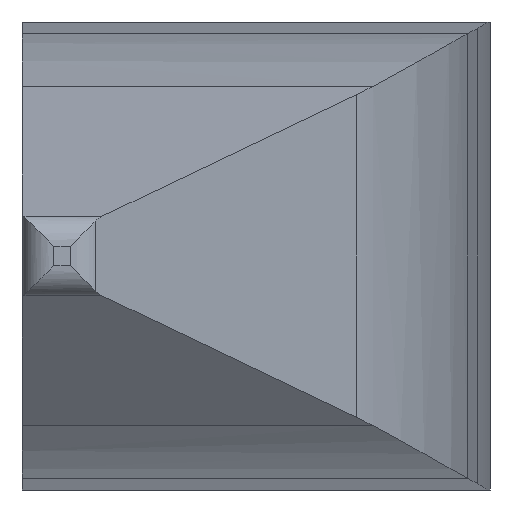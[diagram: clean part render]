
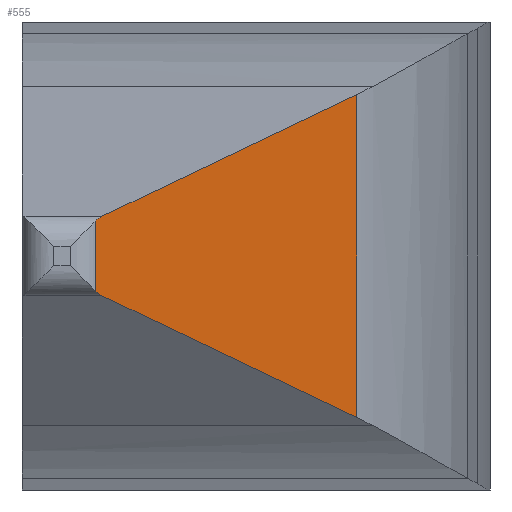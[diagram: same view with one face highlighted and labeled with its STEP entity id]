
A CAD part, left-side view. The second image highlights one B-rep face of the part: STEP entity #555.
In plain terms, the highlighted planar face has unit normal (-0.611, -0.791, 0).
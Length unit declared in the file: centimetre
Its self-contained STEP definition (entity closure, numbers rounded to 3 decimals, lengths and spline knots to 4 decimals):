
#18=PLANE('',#614);
#41=FACE_OUTER_BOUND('',#71,.T.);
#71=EDGE_LOOP('',(#416,#417,#418,#419,#420,#421));
#98=ELLIPSE('',#605,1.8957,1.5);
#103=ELLIPSE('',#613,1.8957,1.5);
#123=LINE('',#848,#171);
#127=LINE('',#874,#175);
#138=LINE('',#911,#186);
#142=LINE('',#923,#190);
#171=VECTOR('',#663,1.);
#175=VECTOR('',#673,1.);
#186=VECTOR('',#708,1.);
#190=VECTOR('',#724,1.);
#228=VERTEX_POINT('',#845);
#229=VERTEX_POINT('',#847);
#234=VERTEX_POINT('',#872);
#244=VERTEX_POINT('',#899);
#245=VERTEX_POINT('',#901);
#248=VERTEX_POINT('',#909);
#285=EDGE_CURVE('',#229,#228,#123,.T.);
#292=EDGE_CURVE('',#234,#228,#127,.T.);
#305=EDGE_CURVE('',#244,#245,#98,.T.);
#310=EDGE_CURVE('',#248,#244,#138,.T.);
#316=EDGE_CURVE('',#229,#248,#103,.T.);
#317=EDGE_CURVE('',#234,#245,#142,.T.);
#416=ORIENTED_EDGE('',*,*,#305,.F.);
#417=ORIENTED_EDGE('',*,*,#310,.F.);
#418=ORIENTED_EDGE('',*,*,#316,.F.);
#419=ORIENTED_EDGE('',*,*,#285,.T.);
#420=ORIENTED_EDGE('',*,*,#292,.F.);
#421=ORIENTED_EDGE('',*,*,#317,.T.);
#555=ADVANCED_FACE('',(#41),#18,.T.);
#605=AXIS2_PLACEMENT_3D('',#902,#698,#699);
#613=AXIS2_PLACEMENT_3D('',#921,#720,#721);
#614=AXIS2_PLACEMENT_3D('',#922,#722,#723);
#663=DIRECTION('',(0.759,-0.587,-0.281));
#673=DIRECTION('',(0.,0.,-1.));
#698=DIRECTION('center_axis',(0.611,0.791,0.));
#699=DIRECTION('ref_axis',(-0.791,0.611,0.));
#708=DIRECTION('',(0.,0.,1.));
#720=DIRECTION('center_axis',(0.611,0.791,0.));
#721=DIRECTION('ref_axis',(-0.791,0.611,0.));
#722=DIRECTION('center_axis',(-0.611,-0.791,0.));
#723=DIRECTION('ref_axis',(0.791,-0.611,0.));
#724=DIRECTION('',(-0.759,0.587,-0.281));
#845=CARTESIAN_POINT('',(13.4682,-15.7254,3.4139));
#847=CARTESIAN_POINT('',(-2.02,-3.7573,9.1378));
#848=CARTESIAN_POINT('',(2.2468,-7.0544,7.561));
#872=CARTESIAN_POINT('',(13.4682,-15.7254,18.5861));
#874=CARTESIAN_POINT('',(13.4682,-15.7254,0.));
#899=CARTESIAN_POINT('',(-2.4172,-3.4504,12.6421));
#901=CARTESIAN_POINT('',(-2.02,-3.7573,12.8622));
#902=CARTESIAN_POINT('Origin',(-1.5,-4.1591,11.4552));
#909=CARTESIAN_POINT('',(-2.4172,-3.4504,9.3579));
#911=CARTESIAN_POINT('',(-2.4172,-3.4504,0.));
#921=CARTESIAN_POINT('Origin',(-1.5,-4.1591,10.5448));
#922=CARTESIAN_POINT('Origin',(-3.,-3.,0.));
#923=CARTESIAN_POINT('',(7.4412,-11.0682,16.3587));
